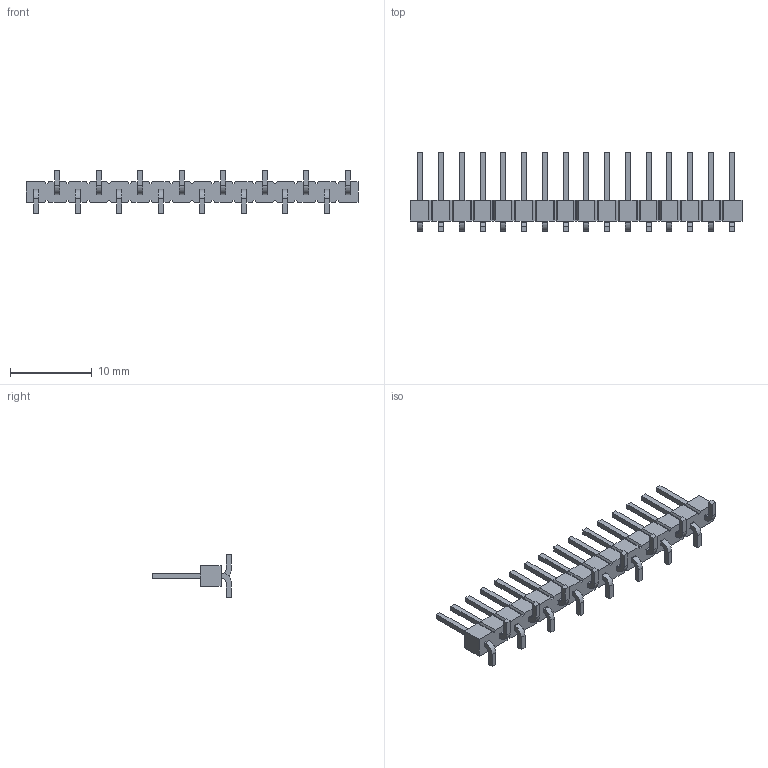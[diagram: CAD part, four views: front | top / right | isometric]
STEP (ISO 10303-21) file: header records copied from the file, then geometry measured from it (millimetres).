
FILE_DESCRIPTION(/* description */ ('STEP AP214'),/* implementation_level */ '2;1');
FILE_NAME(/* name */ 'TSM-116-01-L-SV',/* time_stamp */ '2023-01-15T00:51:31+01:00',/* author */ ('License CC BY-ND 4.0'),/* organization */ ('CADENAS'),/* preprocessor_version */ 'ST-DEVELOPER v18.102',/* originating_system */ 'PARTsolutions',/* authorisation */ ' ');
FILE_SCHEMA (('AUTOMOTIVE_DESIGN {1 0 10303 214 3 1 1}'));
Length unit declared in the file: inch
Products named in the file (3): TSM-116-01-L-SV; T-1S6-16(-01-16-SV); TSM-116-01-SV_body
Assembly tree (2 placements, depth 2):
  TSM-116-01-L-SV
    T-1S6-16(-01-16-SV)
    TSM-116-01-SV_body
Bounding box: 40.64 x 9.65 x 5.28 mm (x, y, z)
Volume: 316.6 mm3; surface area: 1067.2 mm2
Topology: 2 solids, 2 shells, 416 faces, 1152 edges, 768 vertices
Faces by surface type: plane 384, cylinder 32
Entity records: 13202 total; most frequent: CARTESIAN_POINT 2339, ORIENTED_EDGE 2304, DIRECTION 2054, EDGE_CURVE 1152, LINE 1088, VECTOR 1088, VERTEX_POINT 768, AXIS2_PLACEMENT_3D 483
